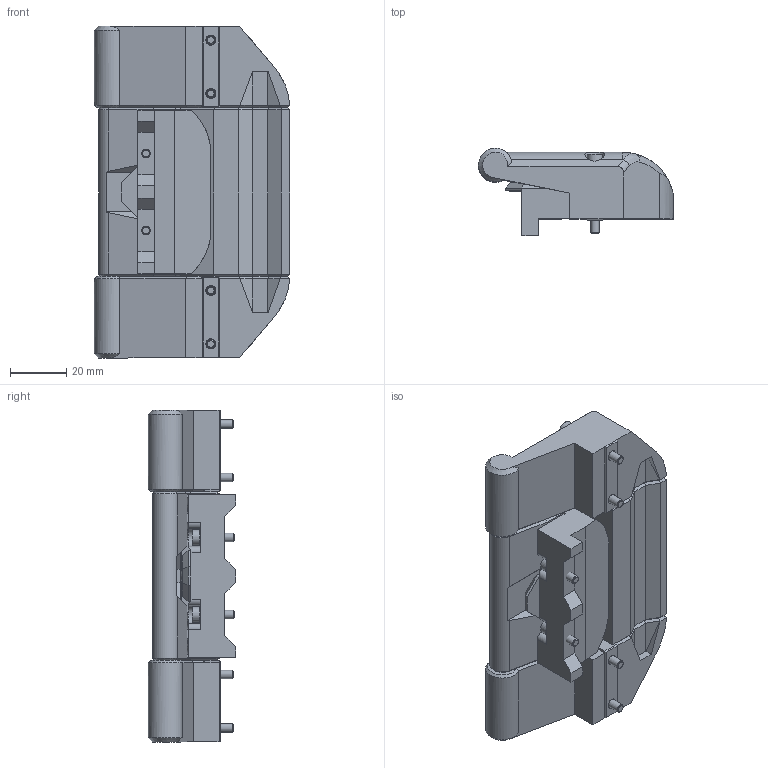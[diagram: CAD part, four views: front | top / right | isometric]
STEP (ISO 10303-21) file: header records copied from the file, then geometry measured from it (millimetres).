
FILE_DESCRIPTION(/* description */ (''),/* implementation_level */ '2;1');
FILE_NAME(/* name */ 'Latch Handle-8mm.step',/* time_stamp */ '2025-08-03T16:39:11-05:00',/* author */ (''),/* organization */ (''),/* preprocessor_version */ 'ST-DEVELOPER v20.1',/* originating_system */ 'Autodesk Translation Framework v14.10.0.0',/* authorisation */ '');
FILE_SCHEMA (('AUTOMOTIVE_DESIGN { 1 0 10303 214 3 1 1 }'));
Length unit declared in the file: millimetre
Products named in the file (14): Latch Handle; Latch; Handle; Hinge_Top; Panel_Clip; Hinge_Bottom; fasteners (3) (1); M3x8 BHCS v1; M5x50 Dowel Pin; M5x7x8 split_bushing; M3x20 SHCS v1; M3x8 SHCS v1; M3 5x4 Heatset Insert; 6x3mm magnet v2
Assembly tree (32 placements, depth 3):
  Latch Handle
    Latch
    Handle
    Hinge_Top
    Panel_Clip
    Hinge_Bottom
    fasteners (3) (1)
      M3x8 BHCS v1
      M5x50 Dowel Pin  x2
      M5x7x8 split_bushing  x2
      M3x20 SHCS v1  x4
      M3x8 SHCS v1  x4
      6x3mm magnet v2  x12
      M3 5x4 Heatset Insert
Bounding box: 69.36 x 31.02 x 118 mm (x, y, z)
Volume: 129625.6 mm3; surface area: 42561 mm2
Topology: 31 solids, 31 shells, 784 faces, 1764 edges, 1089 vertices
Faces by surface type: plane 437, cylinder 118, cone 115, bspline 87, torus 26, sphere 1
Full cylindrical faces by diameter (mm): 2.8 x2, 2.9 x1, 3 x9, 3.4 x2, 3.6 x6, 4.1 x1, 4.25 x2, 4.8 x1, 5 x2, 5.5 x8, 5.7 x1, 5.8 x2, 6 x12, 6.5 x1, 7.1 x2
Entity records: 23200 total; most frequent: CARTESIAN_POINT 9002, ORIENTED_EDGE 2922, DIRECTION 2702, EDGE_CURVE 1461, VERTEX_POINT 925, AXIS2_PLACEMENT_3D 913, LINE 876, VECTOR 876
